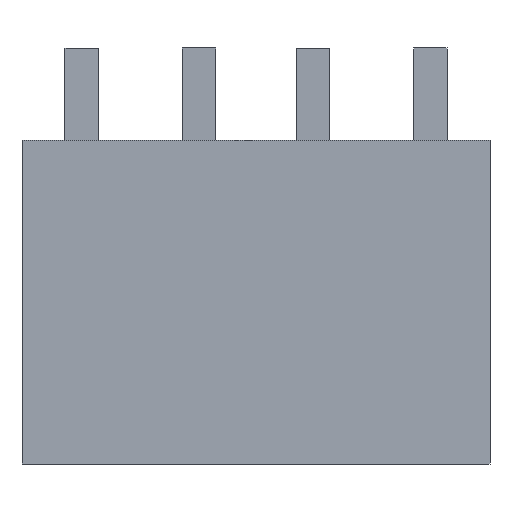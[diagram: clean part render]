
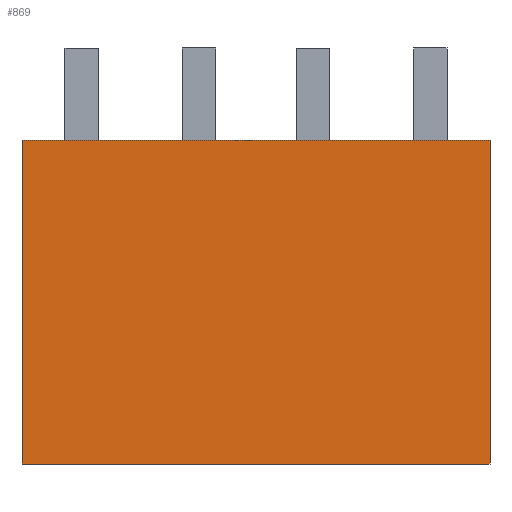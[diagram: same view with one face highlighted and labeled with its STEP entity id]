
A CAD part, front view. The second image highlights one B-rep face of the part: STEP entity #869.
In plain terms, the highlighted planar face has unit normal (0, -1, 0).
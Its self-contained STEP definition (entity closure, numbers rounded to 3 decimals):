
#23 = EDGE_CURVE ( 'NONE', #128, #821, #1618, .T. ) ;
#63 = CARTESIAN_POINT ( 'NONE',  ( 10.125, -2.775, 20.997 ) ) ;
#66 = EDGE_CURVE ( 'NONE', #821, #75, #2147, .T. ) ;
#75 = VERTEX_POINT ( 'NONE', #2123 ) ;
#128 = VERTEX_POINT ( 'NONE', #1767 ) ;
#213 = VECTOR ( 'NONE', #1180, 1000. ) ;
#214 = AXIS2_PLACEMENT_3D ( 'NONE', #1111, #1633, #1454 ) ;
#234 = EDGE_CURVE ( 'NONE', #75, #298, #1334, .T. ) ;
#298 = VERTEX_POINT ( 'NONE', #596 ) ;
#401 = CARTESIAN_POINT ( 'NONE',  ( -9.125, -2.775, 0. ) ) ;
#491 = CARTESIAN_POINT ( 'NONE',  ( -10.125, -2.775, -14. ) ) ;
#588 = VECTOR ( 'NONE', #1990, 1000. ) ;
#596 = CARTESIAN_POINT ( 'NONE',  ( -10.125, -2.775, -14. ) ) ;
#608 = DIRECTION ( 'NONE',  ( 1., 0., 0. ) ) ;
#700 = PLANE ( 'NONE',  #214 ) ;
#821 = VERTEX_POINT ( 'NONE', #1539 ) ;
#869 = ADVANCED_FACE ( 'NONE', ( #1564 ), #700, .T. ) ;
#876 = ORIENTED_EDGE ( 'NONE', *, *, #1513, .T. ) ;
#1095 = DIRECTION ( 'NONE',  ( 0., 0., -1. ) ) ;
#1111 = CARTESIAN_POINT ( 'NONE',  ( -9.125, -2.775, -14. ) ) ;
#1126 = CARTESIAN_POINT ( 'NONE',  ( -10.125, -2.775, 20.997 ) ) ;
#1180 = DIRECTION ( 'NONE',  ( -1., 0., 0. ) ) ;
#1334 = LINE ( 'NONE', #491, #213 ) ;
#1454 = DIRECTION ( 'NONE',  ( 1., 0., 0. ) ) ;
#1513 = EDGE_CURVE ( 'NONE', #128, #298, #1694, .T. ) ;
#1539 = CARTESIAN_POINT ( 'NONE',  ( 10.125, -2.775, 0. ) ) ;
#1564 = FACE_OUTER_BOUND ( 'NONE', #1780, .T. ) ;
#1618 = LINE ( 'NONE', #401, #1917 ) ;
#1633 = DIRECTION ( 'NONE',  ( 0., -1., 0. ) ) ;
#1694 = LINE ( 'NONE', #1126, #588 ) ;
#1767 = CARTESIAN_POINT ( 'NONE',  ( -10.125, -2.775, 0. ) ) ;
#1780 = EDGE_LOOP ( 'NONE', ( #1916, #876, #2120, #2213 ) ) ;
#1916 = ORIENTED_EDGE ( 'NONE', *, *, #23, .F. ) ;
#1917 = VECTOR ( 'NONE', #608, 1000. ) ;
#1986 = VECTOR ( 'NONE', #1095, 1000. ) ;
#1990 = DIRECTION ( 'NONE',  ( 0., 0., -1. ) ) ;
#2120 = ORIENTED_EDGE ( 'NONE', *, *, #234, .F. ) ;
#2123 = CARTESIAN_POINT ( 'NONE',  ( 10.125, -2.775, -14. ) ) ;
#2147 = LINE ( 'NONE', #63, #1986 ) ;
#2213 = ORIENTED_EDGE ( 'NONE', *, *, #66, .F. ) ;
